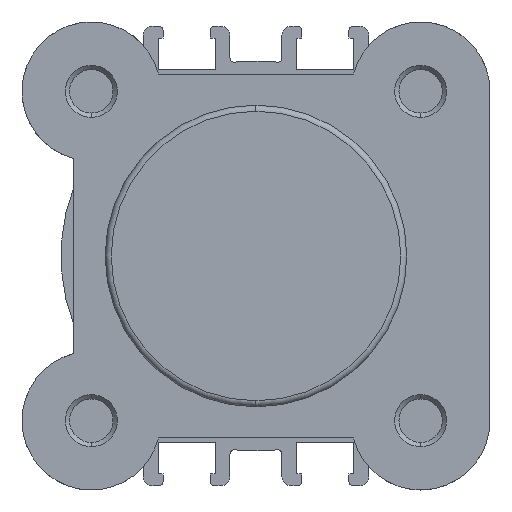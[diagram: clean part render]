
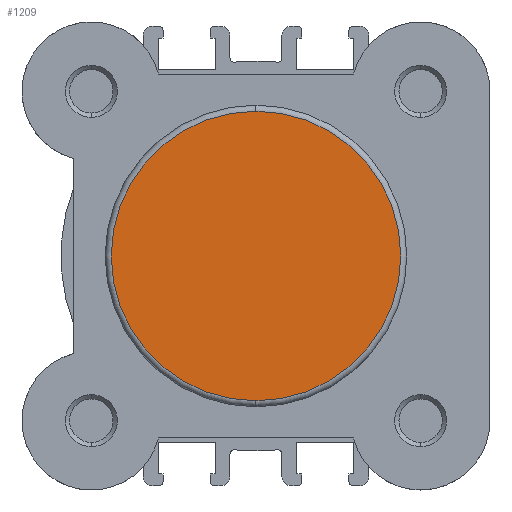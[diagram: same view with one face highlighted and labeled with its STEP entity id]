
A CAD part, left-side view. The second image highlights one B-rep face of the part: STEP entity #1209.
In plain terms, the highlighted planar face has unit normal (-1, 0, 0).
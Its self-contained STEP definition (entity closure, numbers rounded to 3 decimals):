
#480 = ORIENTED_EDGE ( 'NONE', *, *, #4612, .T. ) ;
#481 = ORIENTED_EDGE ( 'NONE', *, *, #5358, .T. ) ;
#1209 = ADVANCED_FACE ( 'NONE', ( #2828 ), #6381, .T. ) ;
#1802 = CIRCLE ( 'NONE', #5800, 16.7 ) ;
#2111 = CIRCLE ( 'NONE', #5893, 16.7 ) ;
#2368 = EDGE_LOOP ( 'NONE', ( #481, #480 ) ) ;
#2828 = FACE_OUTER_BOUND ( 'NONE', #2368, .T. ) ;
#3437 = CARTESIAN_POINT ( 'NONE',  ( 0., 0., 0. ) ) ;
#3443 = DIRECTION ( 'NONE',  ( -1., 0., 0. ) ) ;
#3444 = DIRECTION ( 'NONE',  ( 0., 0., 1. ) ) ;
#3772 = CARTESIAN_POINT ( 'NONE',  ( 0., 0., -16.7 ) ) ;
#3805 = CARTESIAN_POINT ( 'NONE',  ( 0., 0., 16.7 ) ) ;
#4298 = CARTESIAN_POINT ( 'NONE',  ( 0., 0., 0. ) ) ;
#4304 = DIRECTION ( 'NONE',  ( -1., 0., 0. ) ) ;
#4305 = DIRECTION ( 'NONE',  ( 0., 0., 1. ) ) ;
#4612 = EDGE_CURVE ( 'NONE', #4929, #4962, #1802, .T. ) ;
#4929 = VERTEX_POINT ( 'NONE', #3772 ) ;
#4962 = VERTEX_POINT ( 'NONE', #3805 ) ;
#5358 = EDGE_CURVE ( 'NONE', #4962, #4929, #2111, .T. ) ;
#5558 = AXIS2_PLACEMENT_3D ( 'NONE', #6384, #6394, #6395 ) ;
#5800 = AXIS2_PLACEMENT_3D ( 'NONE', #3437, #3443, #3444 ) ;
#5893 = AXIS2_PLACEMENT_3D ( 'NONE', #4298, #4304, #4305 ) ;
#6381 = PLANE ( 'NONE',  #5558 ) ;
#6384 = CARTESIAN_POINT ( 'NONE',  ( 0., -17.4, 0. ) ) ;
#6394 = DIRECTION ( 'NONE',  ( -1., 0., 0. ) ) ;
#6395 = DIRECTION ( 'NONE',  ( 0., 0., 1. ) ) ;
